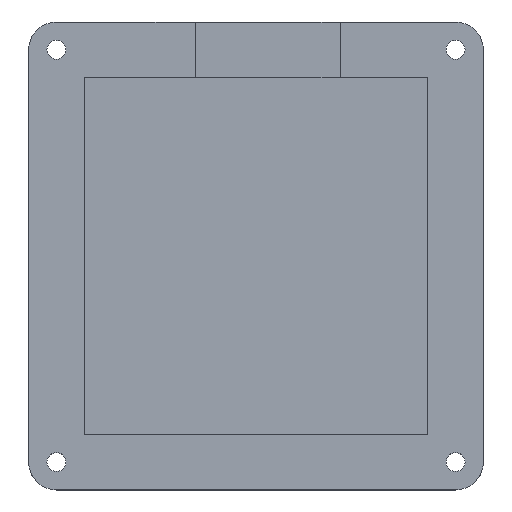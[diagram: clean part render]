
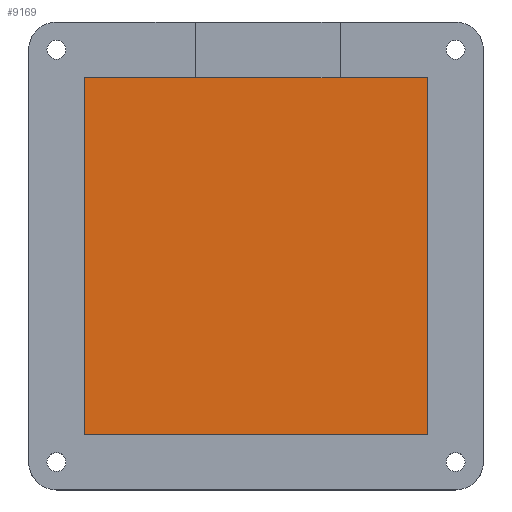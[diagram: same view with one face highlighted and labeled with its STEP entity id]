
A CAD part, top view. The second image highlights one B-rep face of the part: STEP entity #9169.
In plain terms, the highlighted planar face has unit normal (0, 0, 1).
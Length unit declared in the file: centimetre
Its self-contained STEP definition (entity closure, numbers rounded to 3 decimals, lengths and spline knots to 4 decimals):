
#223 = LINE ( 'NONE', #5508, #10453 ) ;
#392 = LINE ( 'NONE', #2160, #10046 ) ;
#652 = CARTESIAN_POINT ( 'NONE',  ( 0., -3.2138, 0.3 ) ) ;
#1054 = EDGE_CURVE ( 'NONE', #5245, #3645, #223, .T. ) ;
#1385 = DIRECTION ( 'NONE',  ( -1., 0., 0. ) ) ;
#1804 = DIRECTION ( 'NONE',  ( 0., -1., 0. ) ) ;
#2102 = VECTOR ( 'NONE', #1385, 100. ) ;
#2115 = DIRECTION ( 'NONE',  ( 1., 0., 0. ) ) ;
#2160 = CARTESIAN_POINT ( 'NONE',  ( 0., 3.2138, 0.3 ) ) ;
#2233 = VECTOR ( 'NONE', #1804, 100. ) ;
#2919 = FACE_OUTER_BOUND ( 'NONE', #5049, .T. ) ;
#3478 = LINE ( 'NONE', #10638, #2233 ) ;
#3645 = VERTEX_POINT ( 'NONE', #9090 ) ;
#3989 = CARTESIAN_POINT ( 'NONE',  ( 3.0946, 3.2138, 0.3 ) ) ;
#4658 = PLANE ( 'NONE',  #5276 ) ;
#4684 = ORIENTED_EDGE ( 'NONE', *, *, #7267, .F. ) ;
#4764 = DIRECTION ( 'NONE',  ( 0., -1., 0. ) ) ;
#5049 = EDGE_LOOP ( 'NONE', ( #10143, #9070, #4684, #10939 ) ) ;
#5245 = VERTEX_POINT ( 'NONE', #10114 ) ;
#5276 = AXIS2_PLACEMENT_3D ( 'NONE', #9225, #6441, #2115 ) ;
#5508 = CARTESIAN_POINT ( 'NONE',  ( -3.0946, 0., 0.3 ) ) ;
#5972 = EDGE_CURVE ( 'NONE', #8827, #8375, #3478, .T. ) ;
#6441 = DIRECTION ( 'NONE',  ( 0., 0., 1. ) ) ;
#7267 = EDGE_CURVE ( 'NONE', #8375, #3645, #7581, .T. ) ;
#7581 = LINE ( 'NONE', #652, #2102 ) ;
#7733 = CARTESIAN_POINT ( 'NONE',  ( 3.0947, -3.2137, 0.3 ) ) ;
#8375 = VERTEX_POINT ( 'NONE', #7733 ) ;
#8827 = VERTEX_POINT ( 'NONE', #3989 ) ;
#9070 = ORIENTED_EDGE ( 'NONE', *, *, #1054, .T. ) ;
#9090 = CARTESIAN_POINT ( 'NONE',  ( -3.0946, -3.2138, 0.3 ) ) ;
#9169 = ADVANCED_FACE ( 'NONE', ( #2919 ), #4658, .T. ) ;
#9225 = CARTESIAN_POINT ( 'NONE',  ( 0., 0., 0.3 ) ) ;
#10046 = VECTOR ( 'NONE', #10716, 100. ) ;
#10114 = CARTESIAN_POINT ( 'NONE',  ( -3.0947, 3.2137, 0.3 ) ) ;
#10143 = ORIENTED_EDGE ( 'NONE', *, *, #10374, .T. ) ;
#10374 = EDGE_CURVE ( 'NONE', #8827, #5245, #392, .T. ) ;
#10453 = VECTOR ( 'NONE', #4764, 100. ) ;
#10638 = CARTESIAN_POINT ( 'NONE',  ( 3.0946, 0., 0.3 ) ) ;
#10716 = DIRECTION ( 'NONE',  ( -1., 0., 0. ) ) ;
#10939 = ORIENTED_EDGE ( 'NONE', *, *, #5972, .F. ) ;
